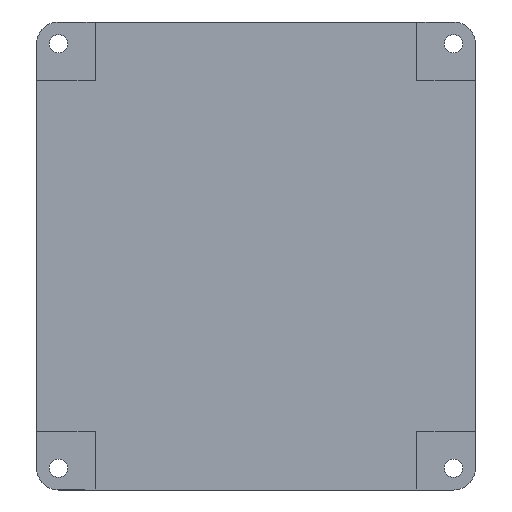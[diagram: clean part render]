
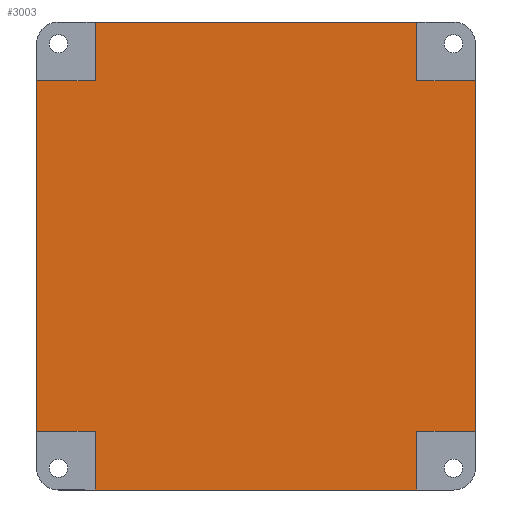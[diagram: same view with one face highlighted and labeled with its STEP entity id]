
A CAD part, front view. The second image highlights one B-rep face of the part: STEP entity #3003.
In plain terms, the highlighted planar face has unit normal (0, -1, 0).
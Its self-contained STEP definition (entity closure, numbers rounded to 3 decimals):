
#16 = LINE ( 'NONE', #1418, #377 ) ;
#18 = VERTEX_POINT ( 'NONE', #2475 ) ;
#39 = LINE ( 'NONE', #2162, #1476 ) ;
#50 = CARTESIAN_POINT ( 'NONE',  ( 27., 0., -31.987 ) ) ;
#98 = ORIENTED_EDGE ( 'NONE', *, *, #2677, .F. ) ;
#99 = VERTEX_POINT ( 'NONE', #3021 ) ;
#116 = DIRECTION ( 'NONE',  ( 0., 0., 1. ) ) ;
#143 = VECTOR ( 'NONE', #116, 1000. ) ;
#276 = LINE ( 'NONE', #510, #1281 ) ;
#278 = VECTOR ( 'NONE', #1943, 1000. ) ;
#301 = LINE ( 'NONE', #50, #278 ) ;
#307 = AXIS2_PLACEMENT_3D ( 'NONE', #2985, #2230, #2052 ) ;
#353 = CARTESIAN_POINT ( 'NONE',  ( 21.987, 0., 31.987 ) ) ;
#377 = VECTOR ( 'NONE', #2362, 1000. ) ;
#383 = VERTEX_POINT ( 'NONE', #467 ) ;
#388 = CARTESIAN_POINT ( 'NONE',  ( 29.987, 0., -23.987 ) ) ;
#442 = DIRECTION ( 'NONE',  ( 0., 0., 1. ) ) ;
#452 = VERTEX_POINT ( 'NONE', #1269 ) ;
#466 = VERTEX_POINT ( 'NONE', #543 ) ;
#467 = CARTESIAN_POINT ( 'NONE',  ( 21.987, 0., -31.987 ) ) ;
#498 = CARTESIAN_POINT ( 'NONE',  ( 29.987, 0., 29. ) ) ;
#510 = CARTESIAN_POINT ( 'NONE',  ( 29.987, 0., -23.987 ) ) ;
#541 = LINE ( 'NONE', #1526, #143 ) ;
#543 = CARTESIAN_POINT ( 'NONE',  ( -21.987, 0., 23.987 ) ) ;
#569 = DIRECTION ( 'NONE',  ( 1., 0., 0. ) ) ;
#594 = PLANE ( 'NONE',  #307 ) ;
#646 = VERTEX_POINT ( 'NONE', #2538 ) ;
#721 = DIRECTION ( 'NONE',  ( -1., 0., 0. ) ) ;
#741 = ORIENTED_EDGE ( 'NONE', *, *, #1404, .F. ) ;
#798 = CARTESIAN_POINT ( 'NONE',  ( 21.987, 0., 23.987 ) ) ;
#818 = CARTESIAN_POINT ( 'NONE',  ( -21.987, 0., -23.987 ) ) ;
#831 = EDGE_CURVE ( 'NONE', #2657, #18, #3041, .T. ) ;
#973 = VERTEX_POINT ( 'NONE', #2887 ) ;
#979 = ORIENTED_EDGE ( 'NONE', *, *, #2001, .F. ) ;
#983 = VECTOR ( 'NONE', #721, 1000. ) ;
#997 = DIRECTION ( 'NONE',  ( -1., 0., 0. ) ) ;
#1036 = LINE ( 'NONE', #2909, #2252 ) ;
#1049 = EDGE_CURVE ( 'NONE', #973, #452, #1715, .T. ) ;
#1059 = DIRECTION ( 'NONE',  ( 0., 0., 1. ) ) ;
#1147 = EDGE_CURVE ( 'NONE', #2370, #2657, #541, .T. ) ;
#1166 = ORIENTED_EDGE ( 'NONE', *, *, #1049, .F. ) ;
#1212 = LINE ( 'NONE', #1315, #2161 ) ;
#1216 = CARTESIAN_POINT ( 'NONE',  ( -21.987, 0., -23.987 ) ) ;
#1269 = CARTESIAN_POINT ( 'NONE',  ( 21.987, 0., 23.987 ) ) ;
#1281 = VECTOR ( 'NONE', #997, 1000. ) ;
#1315 = CARTESIAN_POINT ( 'NONE',  ( -29.987, 0., -29. ) ) ;
#1367 = CARTESIAN_POINT ( 'NONE',  ( -21.987, 0., 23.987 ) ) ;
#1392 = CARTESIAN_POINT ( 'NONE',  ( -29.987, 0., 23.987 ) ) ;
#1404 = EDGE_CURVE ( 'NONE', #99, #973, #16, .T. ) ;
#1418 = CARTESIAN_POINT ( 'NONE',  ( -27., 0., 31.987 ) ) ;
#1464 = ORIENTED_EDGE ( 'NONE', *, *, #2961, .F. ) ;
#1476 = VECTOR ( 'NONE', #2570, 1000. ) ;
#1523 = DIRECTION ( 'NONE',  ( 1., 0., 0. ) ) ;
#1526 = CARTESIAN_POINT ( 'NONE',  ( -21.987, 0., -31.987 ) ) ;
#1538 = VECTOR ( 'NONE', #442, 1000. ) ;
#1553 = FACE_OUTER_BOUND ( 'NONE', #2607, .T. ) ;
#1619 = EDGE_CURVE ( 'NONE', #383, #2370, #301, .T. ) ;
#1621 = VECTOR ( 'NONE', #569, 1000. ) ;
#1663 = ORIENTED_EDGE ( 'NONE', *, *, #1147, .F. ) ;
#1715 = LINE ( 'NONE', #353, #1879 ) ;
#1757 = ORIENTED_EDGE ( 'NONE', *, *, #2019, .F. ) ;
#1762 = ORIENTED_EDGE ( 'NONE', *, *, #1619, .F. ) ;
#1821 = VECTOR ( 'NONE', #2387, 1000. ) ;
#1879 = VECTOR ( 'NONE', #2236, 1000. ) ;
#1943 = DIRECTION ( 'NONE',  ( -1., 0., 0. ) ) ;
#2001 = EDGE_CURVE ( 'NONE', #2865, #383, #39, .T. ) ;
#2019 = EDGE_CURVE ( 'NONE', #2235, #2865, #276, .T. ) ;
#2052 = DIRECTION ( 'NONE',  ( 0., 0., 1. ) ) ;
#2141 = EDGE_CURVE ( 'NONE', #646, #2235, #2616, .T. ) ;
#2146 = EDGE_CURVE ( 'NONE', #18, #2389, #1212, .T. ) ;
#2161 = VECTOR ( 'NONE', #1059, 1000. ) ;
#2162 = CARTESIAN_POINT ( 'NONE',  ( 21.987, 0., -23.987 ) ) ;
#2230 = DIRECTION ( 'NONE',  ( 0., 1., 0. ) ) ;
#2235 = VERTEX_POINT ( 'NONE', #388 ) ;
#2236 = DIRECTION ( 'NONE',  ( 0., 0., -1. ) ) ;
#2252 = VECTOR ( 'NONE', #1523, 1000. ) ;
#2257 = EDGE_CURVE ( 'NONE', #452, #646, #2667, .T. ) ;
#2289 = CARTESIAN_POINT ( 'NONE',  ( -21.987, 0., -31.987 ) ) ;
#2310 = CARTESIAN_POINT ( 'NONE',  ( 21.987, 0., -23.987 ) ) ;
#2327 = LINE ( 'NONE', #1367, #1538 ) ;
#2362 = DIRECTION ( 'NONE',  ( 1., 0., 0. ) ) ;
#2370 = VERTEX_POINT ( 'NONE', #2289 ) ;
#2378 = ORIENTED_EDGE ( 'NONE', *, *, #2146, .F. ) ;
#2387 = DIRECTION ( 'NONE',  ( 0., 0., -1. ) ) ;
#2389 = VERTEX_POINT ( 'NONE', #1392 ) ;
#2444 = ORIENTED_EDGE ( 'NONE', *, *, #2257, .F. ) ;
#2475 = CARTESIAN_POINT ( 'NONE',  ( -29.987, 0., -23.987 ) ) ;
#2538 = CARTESIAN_POINT ( 'NONE',  ( 29.987, 0., 23.987 ) ) ;
#2570 = DIRECTION ( 'NONE',  ( 0., 0., -1. ) ) ;
#2596 = ORIENTED_EDGE ( 'NONE', *, *, #831, .F. ) ;
#2607 = EDGE_LOOP ( 'NONE', ( #2596, #1663, #1762, #979, #1757, #2911, #2444, #1166, #741, #1464, #98, #2378 ) ) ;
#2616 = LINE ( 'NONE', #498, #1821 ) ;
#2657 = VERTEX_POINT ( 'NONE', #818 ) ;
#2667 = LINE ( 'NONE', #798, #1621 ) ;
#2677 = EDGE_CURVE ( 'NONE', #2389, #466, #1036, .T. ) ;
#2865 = VERTEX_POINT ( 'NONE', #2310 ) ;
#2887 = CARTESIAN_POINT ( 'NONE',  ( 21.987, 0., 31.987 ) ) ;
#2909 = CARTESIAN_POINT ( 'NONE',  ( -29.987, 0., 23.987 ) ) ;
#2911 = ORIENTED_EDGE ( 'NONE', *, *, #2141, .F. ) ;
#2961 = EDGE_CURVE ( 'NONE', #466, #99, #2327, .T. ) ;
#2985 = CARTESIAN_POINT ( 'NONE',  ( -27., 0., 29. ) ) ;
#3003 = ADVANCED_FACE ( 'NONE', ( #1553 ), #594, .F. ) ;
#3021 = CARTESIAN_POINT ( 'NONE',  ( -21.987, 0., 31.987 ) ) ;
#3041 = LINE ( 'NONE', #1216, #983 ) ;
